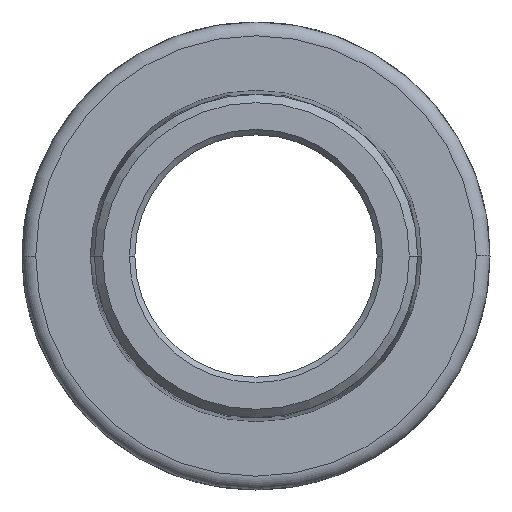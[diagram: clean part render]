
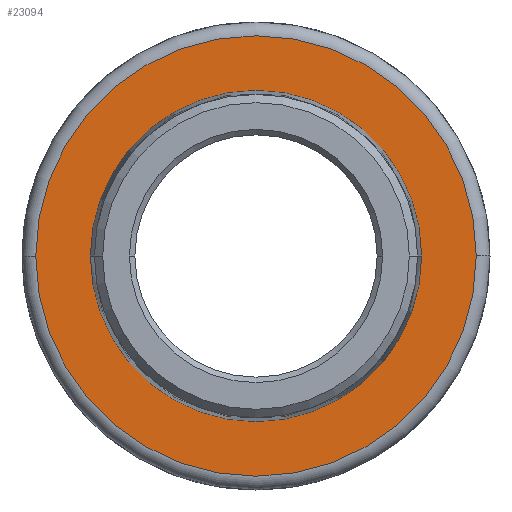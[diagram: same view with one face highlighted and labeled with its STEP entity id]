
A CAD part, front view. The second image highlights one B-rep face of the part: STEP entity #23094.
In plain terms, the highlighted planar face has unit normal (0, -1, 0).
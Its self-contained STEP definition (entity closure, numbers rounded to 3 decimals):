
#3267=CARTESIAN_POINT('',(-40.,-24.,0.03));
#3268=CARTESIAN_POINT('',(-40.,-24.,0.02));
#3269=CARTESIAN_POINT('',(-40.,-24.,0.01));
#3270=CARTESIAN_POINT('',(-40.,-24.,0.));
#3287=CARTESIAN_POINT('',(0.,-24.,0.));
#3288=DIRECTION('',(0.,1.,0.));
#3289=DIRECTION('',(1.,0.,-0.001));
#3290=AXIS2_PLACEMENT_3D('',#3287,#3288,#3289);
#3292=CARTESIAN_POINT('',(0.,-24.,0.));
#3293=DIRECTION('',(0.,1.,0.));
#3294=DIRECTION('',(-1.,0.,0.001));
#3295=AXIS2_PLACEMENT_3D('',#3292,#3293,#3294);
#3297=CARTESIAN_POINT('',(0.,-24.,0.));
#3298=DIRECTION('',(0.,-1.,0.));
#3299=DIRECTION('',(-1.,0.,0.));
#3300=AXIS2_PLACEMENT_3D('',#3297,#3298,#3299);
#3302=CARTESIAN_POINT('',(0.,-24.,0.));
#3303=DIRECTION('',(0.,-1.,0.));
#3304=DIRECTION('',(1.,0.,0.));
#3305=AXIS2_PLACEMENT_3D('',#3302,#3303,#3304);
#3307=CARTESIAN_POINT('',(40.,-24.,-0.03));
#3308=CARTESIAN_POINT('',(40.,-24.,-0.02));
#3309=CARTESIAN_POINT('',(40.,-24.,-0.01));
#3310=CARTESIAN_POINT('',(40.,-24.,0.));
#20559=CARTESIAN_POINT('',(-40.,-24.,0.03));
#20560=CARTESIAN_POINT('',(40.,-24.,0.));
#20561=VERTEX_POINT('',#20559);
#20562=VERTEX_POINT('',#20560);
#20563=VERTEX_POINT('',#3270);
#20564=CARTESIAN_POINT('',(40.,-24.,-0.03));
#20565=VERTEX_POINT('',#20564);
#20566=CARTESIAN_POINT('',(-30.083,-24.,0.));
#20567=CARTESIAN_POINT('',(30.083,-24.,0.));
#20568=VERTEX_POINT('',#20566);
#20569=VERTEX_POINT('',#20567);
#23075=CARTESIAN_POINT('',(0.,-24.,0.));
#23076=DIRECTION('',(0.,1.,0.));
#23077=DIRECTION('',(1.,0.,0.));
#23078=AXIS2_PLACEMENT_3D('',#23075,#23076,#23077);
#23079=PLANE('',#23078);
#23081=ORIENTED_EDGE('',*,*,#23080,.F.);
#23083=ORIENTED_EDGE('',*,*,#23082,.T.);
#23084=ORIENTED_EDGE('',*,*,#23064,.F.);
#23085=ORIENTED_EDGE('',*,*,#23062,.T.);
#23086=EDGE_LOOP('',(#23081,#23083,#23084,#23085));
#23087=FACE_OUTER_BOUND('',#23086,.F.);
#23089=ORIENTED_EDGE('',*,*,#23088,.T.);
#23091=ORIENTED_EDGE('',*,*,#23090,.T.);
#23092=EDGE_LOOP('',(#23089,#23091));
#23093=FACE_BOUND('',#23092,.F.);
#23094=ADVANCED_FACE('',(#23087,#23093),#23079,.F.);
#3271=B_SPLINE_CURVE_WITH_KNOTS('',3,(#3267,#3268,#3269,#3270),.UNSPECIFIED.,
.F.,.F.,(4,4),(0.,1.),.UNSPECIFIED.);
#3291=CIRCLE('',#3290,40.);
#3296=CIRCLE('',#3295,40.);
#3301=CIRCLE('',#3300,30.083);
#3306=CIRCLE('',#3305,30.083);
#3311=B_SPLINE_CURVE_WITH_KNOTS('',3,(#3307,#3308,#3309,#3310),.UNSPECIFIED.,
.F.,.F.,(4,4),(0.,1.),.UNSPECIFIED.);
#23062=EDGE_CURVE('',#20561,#20562,#3296,.T.);
#23064=EDGE_CURVE('',#20561,#20563,#3271,.T.);
#23080=EDGE_CURVE('',#20565,#20562,#3311,.T.);
#23082=EDGE_CURVE('',#20565,#20563,#3291,.T.);
#23088=EDGE_CURVE('',#20568,#20569,#3301,.T.);
#23090=EDGE_CURVE('',#20569,#20568,#3306,.T.);
